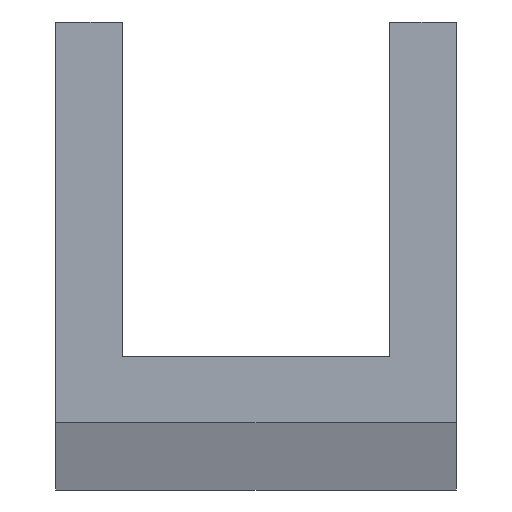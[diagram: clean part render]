
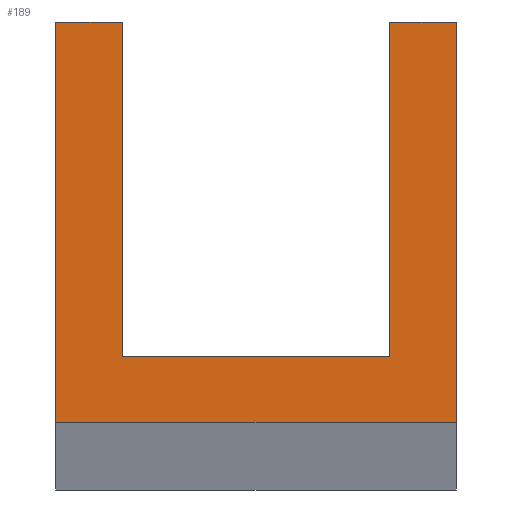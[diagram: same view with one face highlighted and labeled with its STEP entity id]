
A CAD part, top view. The second image highlights one B-rep face of the part: STEP entity #189.
In plain terms, the highlighted planar face has unit normal (0, 0, 1).
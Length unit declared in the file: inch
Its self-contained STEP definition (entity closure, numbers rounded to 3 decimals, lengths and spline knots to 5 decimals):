
#23=FACE_OUTER_BOUND('',#33,.T.);
#33=EDGE_LOOP('',(#155,#156,#157,#158,#159,#160,#161,#162));
#37=LINE('',#275,#61);
#41=LINE('',#282,#65);
#44=LINE('',#288,#68);
#47=LINE('',#294,#71);
#50=LINE('',#300,#74);
#53=LINE('',#306,#77);
#56=LINE('',#312,#80);
#58=LINE('',#315,#82);
#61=VECTOR('',#227,39.37008);
#65=VECTOR('',#233,39.37008);
#68=VECTOR('',#238,39.37008);
#71=VECTOR('',#243,39.37008);
#74=VECTOR('',#248,39.37008);
#77=VECTOR('',#253,39.37008);
#80=VECTOR('',#258,39.37008);
#82=VECTOR('',#262,39.37008);
#85=VERTEX_POINT('',#272);
#86=VERTEX_POINT('',#274);
#88=VERTEX_POINT('',#280);
#90=VERTEX_POINT('',#286);
#92=VERTEX_POINT('',#292);
#94=VERTEX_POINT('',#298);
#96=VERTEX_POINT('',#304);
#98=VERTEX_POINT('',#310);
#101=EDGE_CURVE('',#86,#85,#37,.T.);
#105=EDGE_CURVE('',#85,#88,#41,.T.);
#108=EDGE_CURVE('',#88,#90,#44,.T.);
#111=EDGE_CURVE('',#90,#92,#47,.T.);
#114=EDGE_CURVE('',#92,#94,#50,.T.);
#117=EDGE_CURVE('',#94,#96,#53,.T.);
#120=EDGE_CURVE('',#96,#98,#56,.T.);
#122=EDGE_CURVE('',#98,#86,#58,.T.);
#155=ORIENTED_EDGE('',*,*,#101,.T.);
#156=ORIENTED_EDGE('',*,*,#105,.T.);
#157=ORIENTED_EDGE('',*,*,#108,.T.);
#158=ORIENTED_EDGE('',*,*,#111,.T.);
#159=ORIENTED_EDGE('',*,*,#114,.T.);
#160=ORIENTED_EDGE('',*,*,#117,.T.);
#161=ORIENTED_EDGE('',*,*,#120,.T.);
#162=ORIENTED_EDGE('',*,*,#122,.T.);
#179=PLANE('',#219);
#189=ADVANCED_FACE('',(#23),#179,.T.);
#219=AXIS2_PLACEMENT_3D('',#316,#263,#264);
#227=DIRECTION('',(-1.,0.,0.));
#233=DIRECTION('',(0.,-1.,0.));
#238=DIRECTION('',(1.,0.,0.));
#243=DIRECTION('',(0.,1.,0.));
#248=DIRECTION('',(-1.,0.,0.));
#253=DIRECTION('',(0.,-1.,0.));
#258=DIRECTION('',(-1.,0.,0.));
#262=DIRECTION('',(0.,1.,0.));
#263=DIRECTION('center_axis',(0.,0.,1.));
#264=DIRECTION('ref_axis',(1.,0.,0.));
#272=CARTESIAN_POINT('',(0.,0.,72.));
#274=CARTESIAN_POINT('',(0.125,0.,72.));
#275=CARTESIAN_POINT('',(0.125,0.,72.));
#280=CARTESIAN_POINT('',(0.,-0.75,72.));
#282=CARTESIAN_POINT('',(0.,0.,72.));
#286=CARTESIAN_POINT('',(0.75,-0.75,72.));
#288=CARTESIAN_POINT('',(0.,-0.75,72.));
#292=CARTESIAN_POINT('',(0.75,0.,72.));
#294=CARTESIAN_POINT('',(0.75,-0.75,72.));
#298=CARTESIAN_POINT('',(0.625,0.,72.));
#300=CARTESIAN_POINT('',(0.75,0.,72.));
#304=CARTESIAN_POINT('',(0.625,-0.625,72.));
#306=CARTESIAN_POINT('',(0.625,0.,72.));
#310=CARTESIAN_POINT('',(0.125,-0.625,72.));
#312=CARTESIAN_POINT('',(0.625,-0.625,72.));
#315=CARTESIAN_POINT('',(0.125,-0.625,72.));
#316=CARTESIAN_POINT('Origin',(0.,0.,72.));
